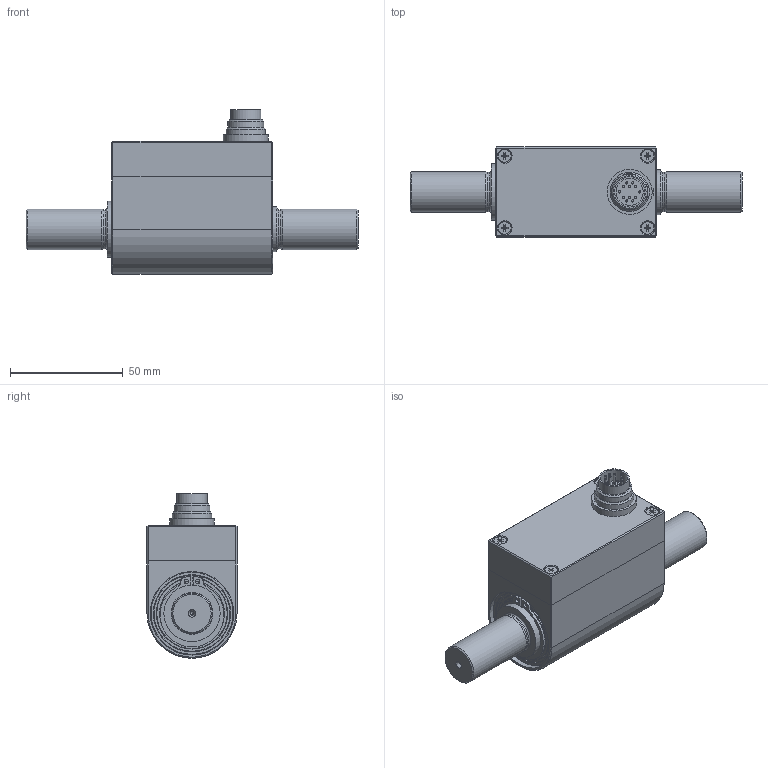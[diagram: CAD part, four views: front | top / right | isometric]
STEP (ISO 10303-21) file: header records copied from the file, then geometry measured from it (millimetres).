
FILE_DESCRIPTION( ( 'Unknown' ), '1' );
FILE_NAME( 'Dr2112-50-100Nm.stp', 'Unknown', ( 'Unknown' ), ( 'Unknown' ), 'PSStep 17.0.49', 'Unknown', ' ' );
FILE_SCHEMA( ( 'AUTOMOTIVE_DESIGN { 1 0 10303 214 1 1 1 1 }' ) );
Length unit declared in the file: millimetre
Products named in the file (24): 2155-b03_doc-00037909-oa1; 2155-002_doc-00037341; Sicherungsring DIN 472-32x1,2-T1-oa0; INA-20x32x7-61804 2RS; 2155-b05_doc-00037926; 2155-003_doc-00028061; Senkschraube DIN 965-M3x20-H; Senkschraube DIN 965-M3x20-H-oa2; 2177-b01_doc-00046222; 2177-001_doc-00046203; Sicherungsring DIN 471-25x1,2-T1; INA-25x37x7-61805 2Z; Sicherungsring DIN 471-20x1,2-T1; Assem1; flanschstecker 12-polig serie 723; mutter m18x1,5_doc-00005961
Assembly tree (25 placements, depth 3):
  Assem1
    flanschstecker 12-polig serie 723
    mutter m18x1,5_doc-00005961
    2177-b01_doc-00046222
      2177-001_doc-00046203
      Sicherungsring DIN 471-25x1,2-T1
      INA-25x37x7-61805 2Z
      INA-25x37x7-61805 2Z
      INA-25x37x7-61805 2Z
      INA-25x37x7-61805 2Z
      INA-25x37x7-61805 2Z
      Sicherungsring DIN 471-20x1,2-T1
    2155-b03_doc-00037909-oa1
      2155-002_doc-00037341
      Sicherungsring DIN 472-32x1,2-T1-oa0
      INA-20x32x7-61804 2RS
      INA-20x32x7-61804 2RS
      INA-20x32x7-61804 2RS
      INA-20x32x7-61804 2RS
      INA-20x32x7-61804 2RS
    2155-b05_doc-00037926
      2155-003_doc-00028061
      Senkschraube DIN 965-M3x20-H  x3
      Senkschraube DIN 965-M3x20-H-oa2
Bounding box: 147.5 x 40 x 73.15 mm (x, y, z)
Volume: 112492.2 mm3; surface area: 60348.2 mm2
Topology: 22 solids, 24 shells, 418 faces, 906 edges, 590 vertices
Faces by surface type: plane 196, cylinder 154, cone 46, torus 22
Full cylindrical faces by diameter (mm): 1 x24, 1.6 x2, 2 x4, 2.387 x4, 2.459 x4, 2.5 x2, 3 x4, 3.242 x2, 3.4 x4, 5.6 x4, 12 x1, 13.5 x1, 15 x1, 15.875 x1, 16.5 x1, 17.4 x2, 17.462 x1, 17.8 x1, 18 x2, 19 x1, 20 x5, 23.9 x1, 24.031 x2, 25 x3, 28.5 x2, 28.7 x2, 28.8 x2, 29.02 x4, 29.48 x2, 29.5 x2
Entity records: 11482 total; most frequent: DIRECTION 1682, CARTESIAN_POINT 1425, ORIENTED_EDGE 1124, AXIS2_PLACEMENT_3D 723, EDGE_LOOP 624, EDGE_CURVE 562, FACE_OUTER_BOUND 482, VERTEX_POINT 466
